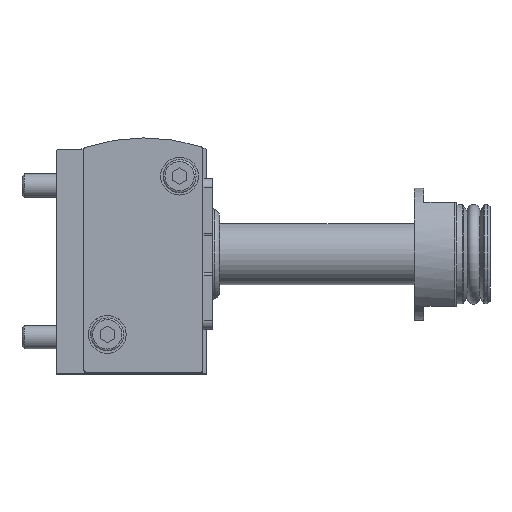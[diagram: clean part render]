
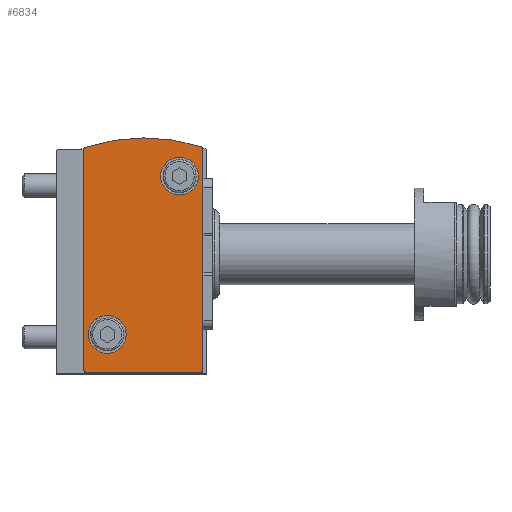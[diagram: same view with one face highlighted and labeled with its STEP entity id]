
A CAD part, top view. The second image highlights one B-rep face of the part: STEP entity #6834.
In plain terms, the highlighted planar face has unit normal (0, 0, 1).
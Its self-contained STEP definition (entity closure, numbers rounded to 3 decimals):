
#199=LINE('',#9311,#658);
#317=LINE('',#9694,#776);
#320=LINE('',#9702,#779);
#658=VECTOR('',#7756,1000.);
#776=VECTOR('',#8056,1000.);
#779=VECTOR('',#8065,1000.);
#1395=ORIENTED_EDGE('',*,*,#2715,.T.);
#1396=ORIENTED_EDGE('',*,*,#2716,.T.);
#1397=ORIENTED_EDGE('',*,*,#2706,.T.);
#1398=ORIENTED_EDGE('',*,*,#2708,.T.);
#1399=ORIENTED_EDGE('',*,*,#2710,.T.);
#1400=ORIENTED_EDGE('',*,*,#2712,.T.);
#1401=ORIENTED_EDGE('',*,*,#2713,.T.);
#1402=ORIENTED_EDGE('',*,*,#2516,.T.);
#1403=ORIENTED_EDGE('',*,*,#2714,.T.);
#1404=ORIENTED_EDGE('',*,*,#2687,.T.);
#2516=EDGE_CURVE('',#3198,#3197,#199,.T.);
#2687=EDGE_CURVE('',#3358,#3357,#3715,.T.);
#2706=EDGE_CURVE('',#3357,#3370,#3727,.T.);
#2708=EDGE_CURVE('',#3370,#3371,#317,.T.);
#2710=EDGE_CURVE('',#3371,#3372,#3728,.T.);
#2712=EDGE_CURVE('',#3372,#3373,#320,.T.);
#2713=EDGE_CURVE('',#3373,#3198,#3729,.T.);
#2714=EDGE_CURVE('',#3197,#3358,#3730,.T.);
#2715=EDGE_CURVE('',#3374,#3374,#3731,.T.);
#2716=EDGE_CURVE('',#3375,#3375,#3732,.T.);
#3197=VERTEX_POINT('',#9310);
#3198=VERTEX_POINT('',#9312);
#3357=VERTEX_POINT('',#9653);
#3358=VERTEX_POINT('',#9655);
#3370=VERTEX_POINT('',#9689);
#3371=VERTEX_POINT('',#9693);
#3372=VERTEX_POINT('',#9697);
#3373=VERTEX_POINT('',#9701);
#3374=VERTEX_POINT('',#9709);
#3375=VERTEX_POINT('',#9711);
#3715=CIRCLE('',#7244,39.5);
#3727=CIRCLE('',#7260,0.5);
#3728=CIRCLE('',#7263,0.5);
#3729=CIRCLE('',#7266,0.5);
#3730=CIRCLE('',#7268,0.5);
#3731=CIRCLE('',#7270,4.);
#3732=CIRCLE('',#7271,4.);
#3892=EDGE_LOOP('',(#1395));
#3893=EDGE_LOOP('',(#1396));
#3894=EDGE_LOOP('',(#1397,#1398,#1399,#1400,#1401,#1402,#1403,#1404));
#4317=FACE_BOUND('',#3892,.T.);
#4318=FACE_BOUND('',#3893,.T.);
#4319=FACE_BOUND('',#3894,.T.);
#4705=PLANE('',#7269);
#6834=ADVANCED_FACE('',(#4317,#4318,#4319),#4705,.T.);
#7244=AXIS2_PLACEMENT_3D('',#9654,#8012,#8013);
#7260=AXIS2_PLACEMENT_3D('',#9690,#8051,#8052);
#7263=AXIS2_PLACEMENT_3D('',#9698,#8060,#8061);
#7266=AXIS2_PLACEMENT_3D('',#9704,#8068,#8069);
#7268=AXIS2_PLACEMENT_3D('',#9706,#8072,#8073);
#7269=AXIS2_PLACEMENT_3D('',#9707,#8074,#8075);
#7270=AXIS2_PLACEMENT_3D('',#9708,#8076,#8077);
#7271=AXIS2_PLACEMENT_3D('',#9710,#8078,#8079);
#7756=DIRECTION('',(0.,1.,0.));
#8012=DIRECTION('',(0.,0.,1.));
#8013=DIRECTION('',(1.,0.,0.));
#8051=DIRECTION('',(0.,0.,1.));
#8052=DIRECTION('',(1.,0.,0.));
#8056=DIRECTION('',(0.,-1.,0.));
#8060=DIRECTION('',(0.,0.,1.));
#8061=DIRECTION('',(1.,0.,0.));
#8065=DIRECTION('',(1.,0.,0.));
#8068=DIRECTION('',(0.,0.,1.));
#8069=DIRECTION('',(1.,0.,0.));
#8072=DIRECTION('',(0.,0.,1.));
#8073=DIRECTION('',(1.,0.,0.));
#8074=DIRECTION('',(0.,0.,1.));
#8075=DIRECTION('',(1.,0.,0.));
#8076=DIRECTION('',(0.,0.,-1.));
#8077=DIRECTION('',(-1.,0.,0.));
#8078=DIRECTION('',(0.,0.,-1.));
#8079=DIRECTION('',(-1.,0.,0.));
#9310=CARTESIAN_POINT('',(12.45,47.424,84.));
#9311=CARTESIAN_POINT('',(12.45,0.7,84.));
#9312=CARTESIAN_POINT('',(12.45,0.7,84.));
#9653=CARTESIAN_POINT('',(-12.407,47.801,84.));
#9654=CARTESIAN_POINT('',(0.,10.3,84.));
#9655=CARTESIAN_POINT('',(12.103,47.9,84.));
#9689=CARTESIAN_POINT('',(-12.75,47.326,84.));
#9690=CARTESIAN_POINT('',(-12.25,47.326,84.));
#9693=CARTESIAN_POINT('',(-12.75,0.7,84.));
#9694=CARTESIAN_POINT('',(-12.75,47.326,84.));
#9697=CARTESIAN_POINT('',(-12.25,0.2,84.));
#9698=CARTESIAN_POINT('',(-12.25,0.7,84.));
#9701=CARTESIAN_POINT('',(11.95,0.2,84.));
#9702=CARTESIAN_POINT('',(-12.25,0.2,84.));
#9704=CARTESIAN_POINT('',(11.95,0.7,84.));
#9706=CARTESIAN_POINT('',(11.95,47.424,84.));
#9707=CARTESIAN_POINT('',(-12.25,47.326,84.));
#9708=CARTESIAN_POINT('',(-7.8,8.2,84.));
#9709=CARTESIAN_POINT('',(-11.8,8.2,84.));
#9710=CARTESIAN_POINT('',(7.5,41.7,84.));
#9711=CARTESIAN_POINT('',(3.5,41.7,84.));
